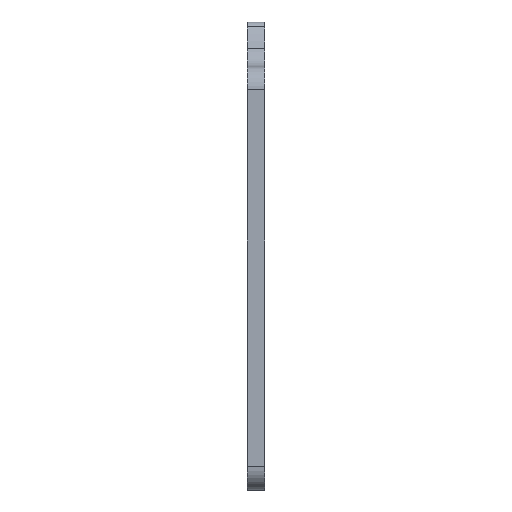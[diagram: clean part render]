
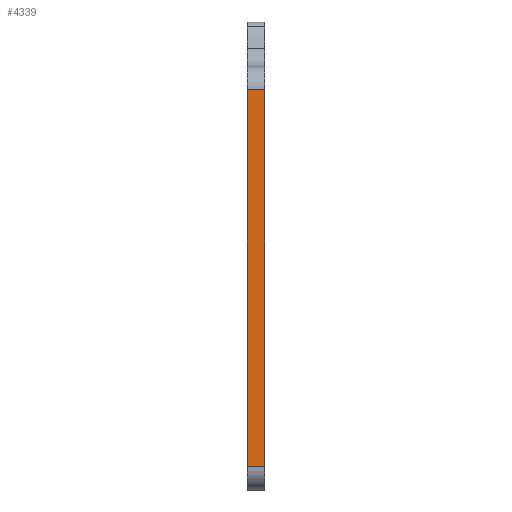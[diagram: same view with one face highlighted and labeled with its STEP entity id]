
A CAD part, left-side view. The second image highlights one B-rep face of the part: STEP entity #4339.
In plain terms, the highlighted planar face has unit normal (-1, 0, 0).
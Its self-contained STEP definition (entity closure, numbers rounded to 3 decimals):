
#414=PLANE('',#4600);
#640=FACE_OUTER_BOUND('',#906,.T.);
#906=EDGE_LOOP('',(#4026,#4027,#4028,#4029));
#924=LINE('',#5470,#1276);
#1019=LINE('',#6238,#1371);
#1266=LINE('',#8578,#1618);
#1267=LINE('',#8580,#1619);
#1276=VECTOR('',#4632,10.);
#1371=VECTOR('',#4855,10.);
#1618=VECTOR('',#5420,10.);
#1619=VECTOR('',#5423,10.);
#1727=VERTEX_POINT('',#5467);
#1728=VERTEX_POINT('',#5469);
#1947=VERTEX_POINT('',#6235);
#1948=VERTEX_POINT('',#6237);
#2157=EDGE_CURVE('',#1727,#1728,#924,.T.);
#2381=EDGE_CURVE('',#1948,#1947,#1019,.T.);
#2786=EDGE_CURVE('',#1948,#1727,#1266,.T.);
#2787=EDGE_CURVE('',#1728,#1947,#1267,.T.);
#4026=ORIENTED_EDGE('',*,*,#2786,.F.);
#4027=ORIENTED_EDGE('',*,*,#2381,.T.);
#4028=ORIENTED_EDGE('',*,*,#2787,.F.);
#4029=ORIENTED_EDGE('',*,*,#2157,.F.);
#4339=ADVANCED_FACE('',(#640),#414,.T.);
#4600=AXIS2_PLACEMENT_3D('',#8579,#5421,#5422);
#4632=DIRECTION('',(0.,0.,1.));
#4855=DIRECTION('',(0.,0.,1.));
#5420=DIRECTION('',(0.,1.,0.));
#5421=DIRECTION('center_axis',(-1.,0.,0.));
#5422=DIRECTION('ref_axis',(0.,0.,1.));
#5423=DIRECTION('',(0.,-1.,0.));
#5467=CARTESIAN_POINT('',(-35.,3.,-32.));
#5469=CARTESIAN_POINT('',(-35.,3.,32.));
#5470=CARTESIAN_POINT('',(-35.,3.,-36.));
#6235=CARTESIAN_POINT('',(-35.,0.,32.));
#6237=CARTESIAN_POINT('',(-35.,0.,-32.));
#6238=CARTESIAN_POINT('',(-35.,0.,-36.));
#8578=CARTESIAN_POINT('',(-35.,0.,-32.));
#8579=CARTESIAN_POINT('Origin',(-35.,0.,-36.));
#8580=CARTESIAN_POINT('',(-35.,0.,32.));
